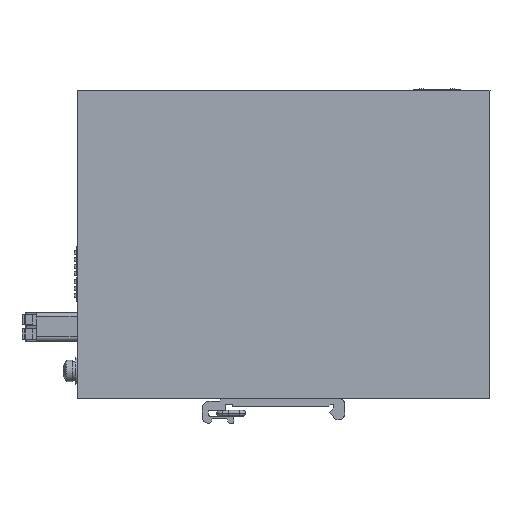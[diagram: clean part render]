
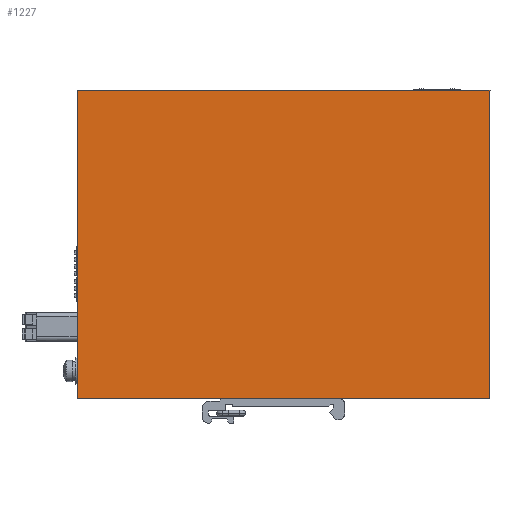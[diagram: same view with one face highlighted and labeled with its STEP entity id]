
A CAD part, left-side view. The second image highlights one B-rep face of the part: STEP entity #1227.
In plain terms, the highlighted planar face has unit normal (-1, 0, 0).
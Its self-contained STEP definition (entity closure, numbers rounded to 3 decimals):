
#1200=AXIS2_PLACEMENT_3D('Plane Axis2P3D',#1197,#1198,#1199) ;
#1108=CARTESIAN_POINT('Vertex',(0.,145.1,117.)) ;
#1111=CARTESIAN_POINT('Line Origine',(0.,72.55,117.)) ;
#1115=CARTESIAN_POINT('Vertex',(0.,0.,117.)) ;
#1197=CARTESIAN_POINT('Axis2P3D Location',(0.,72.05,63.35)) ;
#1202=CARTESIAN_POINT('Line Origine',(0.,145.1,62.85)) ;
#1206=CARTESIAN_POINT('Vertex',(0.,145.1,8.7)) ;
#1209=CARTESIAN_POINT('Line Origine',(0.,72.55,8.7)) ;
#1213=CARTESIAN_POINT('Vertex',(0.,0.,8.7)) ;
#1216=CARTESIAN_POINT('Line Origine',(0.,0.,62.85)) ;
#1112=DIRECTION('Vector Direction',(0.,-1.,0.)) ;
#1198=DIRECTION('Axis2P3D Direction',(-1.,0.,0.)) ;
#1199=DIRECTION('Axis2P3D XDirection',(0.,-1.,0.)) ;
#1203=DIRECTION('Vector Direction',(0.,0.,-1.)) ;
#1210=DIRECTION('Vector Direction',(0.,1.,0.)) ;
#1217=DIRECTION('Vector Direction',(0.,0.,1.)) ;
#1113=VECTOR('Line Direction',#1112,1.) ;
#1204=VECTOR('Line Direction',#1203,1.) ;
#1211=VECTOR('Line Direction',#1210,1.) ;
#1218=VECTOR('Line Direction',#1217,1.) ;
#1222=ORIENTED_EDGE('',*,*,#1208,.T.) ;
#1223=ORIENTED_EDGE('',*,*,#1215,.T.) ;
#1224=ORIENTED_EDGE('',*,*,#1220,.T.) ;
#1225=ORIENTED_EDGE('',*,*,#1117,.T.) ;
#1227=ADVANCED_FACE('Switch',(#1226),#1201,.T.) ;
#1117=EDGE_CURVE('',#1116,#1109,#1114,.F.) ;
#1208=EDGE_CURVE('',#1109,#1207,#1205,.T.) ;
#1215=EDGE_CURVE('',#1207,#1214,#1212,.F.) ;
#1220=EDGE_CURVE('',#1214,#1116,#1219,.T.) ;
#1221=EDGE_LOOP('',(#1222,#1223,#1224,#1225)) ;
#1226=FACE_OUTER_BOUND('',#1221,.T.) ;
#1114=LINE('Line',#1111,#1113) ;
#1205=LINE('Line',#1202,#1204) ;
#1212=LINE('Line',#1209,#1211) ;
#1219=LINE('Line',#1216,#1218) ;
#1201=PLANE('',#1200) ;
#1109=VERTEX_POINT('',#1108) ;
#1116=VERTEX_POINT('',#1115) ;
#1207=VERTEX_POINT('',#1206) ;
#1214=VERTEX_POINT('',#1213) ;
